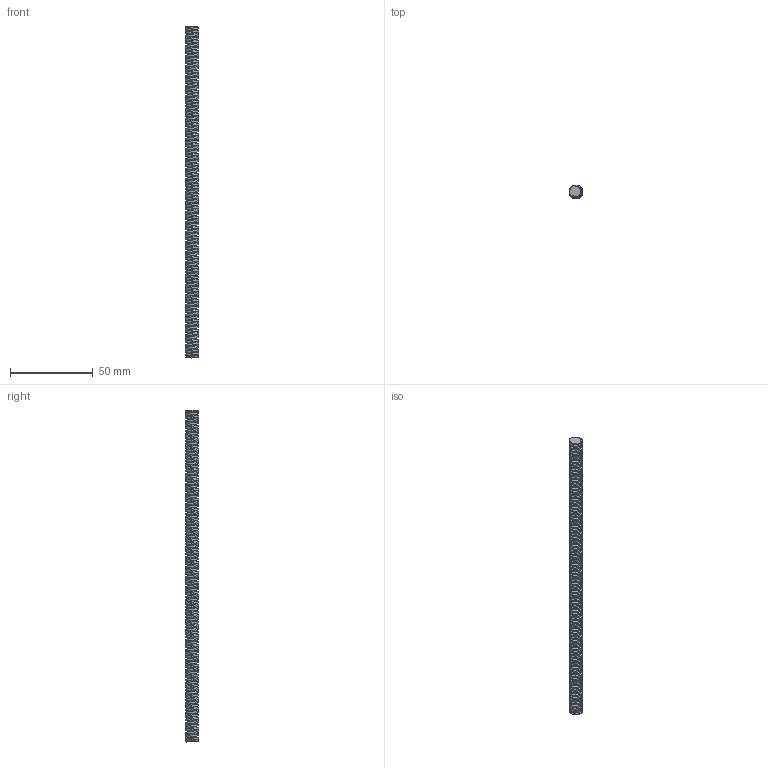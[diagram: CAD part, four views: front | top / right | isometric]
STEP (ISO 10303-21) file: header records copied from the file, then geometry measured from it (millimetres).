
FILE_DESCRIPTION (( 'STEP AP214' ), '1' );
FILE_NAME ('LeadScrew 8mm x 2mmPitch.STEP', '2016-11-12T17:39:14', ( '' ), ( '' ), 'SwSTEP 2.0', 'SolidWorks 2016', '' );
FILE_SCHEMA (( 'AUTOMOTIVE_DESIGN' ));
Length unit declared in the file: millimetre
Products named in the file (1): LeadScrew 8mm x 2mmPitch
Bounding box: 8 x 8 x 200 mm (x, y, z)
Volume: 8685.9 mm3; surface area: 7665.7 mm2
Topology: 1 solids, 1 shells, 213 faces, 631 edges, 420 vertices
Faces by surface type: cylinder 202, torus 4, plane 4, bspline 3
Entity records: 18630 total; most frequent: CARTESIAN_POINT 14112, ORIENTED_EDGE 1262, DIRECTION 657, EDGE_CURVE 631, VERTEX_POINT 420, AXIS2_PLACEMENT_3D 224, FACE_OUTER_BOUND 213, EDGE_LOOP 213
